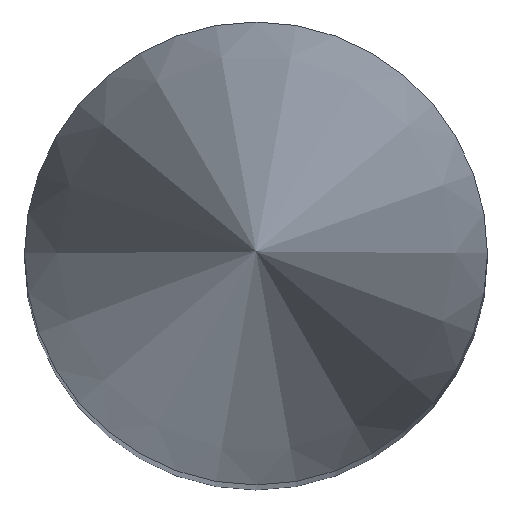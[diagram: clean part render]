
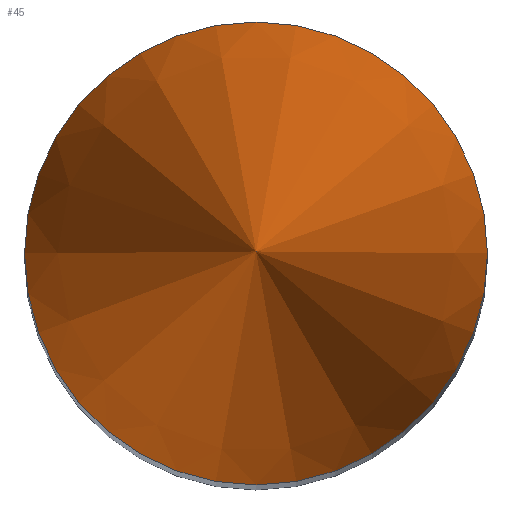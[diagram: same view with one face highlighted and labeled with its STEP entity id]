
A CAD part, top view. The second image highlights one B-rep face of the part: STEP entity #45.
In plain terms, the highlighted conical face has half-angle 11.31 degrees and reference radius 40 mm.
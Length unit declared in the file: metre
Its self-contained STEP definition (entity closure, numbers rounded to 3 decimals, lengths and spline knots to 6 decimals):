
#21=VERTEX_LOOP('',#30);
#22=CONICAL_SURFACE('',#62,0.04,0.197);
#24=ORIENTED_EDGE('',*,*,#28,.T.);
#28=EDGE_CURVE('',#31,#31,#33,.T.);
#30=VERTEX_POINT('',#82);
#31=VERTEX_POINT('',#84);
#33=CIRCLE('',#63,0.04);
#35=EDGE_LOOP('',(#24));
#39=FACE_BOUND('',#21,.T.);
#40=FACE_BOUND('',#35,.T.);
#45=ADVANCED_FACE('',(#39,#40),#22,.T.);
#62=AXIS2_PLACEMENT_3D('',#81,#71,#72);
#63=AXIS2_PLACEMENT_3D('',#83,#73,#74);
#71=DIRECTION('',(0.,0.,-1.));
#72=DIRECTION('',(-1.,0.,0.));
#73=DIRECTION('',(0.,0.,1.));
#74=DIRECTION('',(1.,0.,0.));
#81=CARTESIAN_POINT('',(0.,0.,0.5));
#82=CARTESIAN_POINT('',(0.,0.,0.7));
#83=CARTESIAN_POINT('',(0.,0.,0.5));
#84=CARTESIAN_POINT('',(0.04,0.,0.5));
